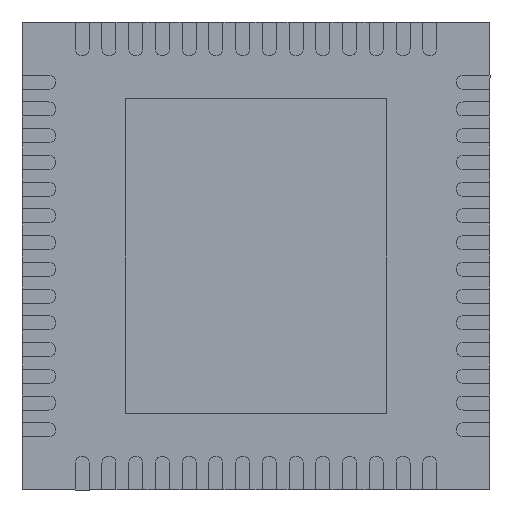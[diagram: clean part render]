
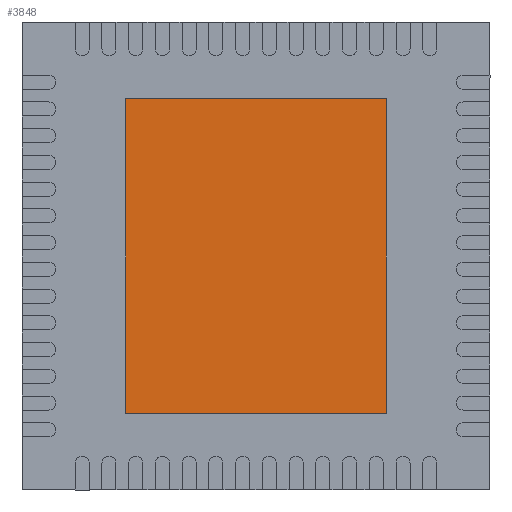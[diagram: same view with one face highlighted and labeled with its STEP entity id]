
A CAD part, front view. The second image highlights one B-rep face of the part: STEP entity #3848.
In plain terms, the highlighted planar face has unit normal (0, -1, 0).
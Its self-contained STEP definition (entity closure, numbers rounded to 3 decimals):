
#1820 = FACE_OUTER_BOUND ( 'NONE', #19635, .T. ) ;
#1930 = DIRECTION ( 'NONE',  ( 0., 0., -1. ) ) ;
#2026 = CARTESIAN_POINT ( 'NONE',  ( -1.95, -0.02, -2.35 ) ) ;
#2174 = DIRECTION ( 'NONE',  ( -1., 0., 0. ) ) ;
#3317 = CARTESIAN_POINT ( 'NONE',  ( 1.95, -0.02, -2.35 ) ) ;
#3350 = CARTESIAN_POINT ( 'NONE',  ( 0., -0.02, 0. ) ) ;
#3700 = AXIS2_PLACEMENT_3D ( 'NONE', #3350, #21384, #8968 ) ;
#3848 = ADVANCED_FACE ( 'NONE', ( #1820 ), #21614, .F. ) ;
#4368 = VECTOR ( 'NONE', #2174, 1000. ) ;
#4865 = DIRECTION ( 'NONE',  ( 1., 0., 0. ) ) ;
#5014 = ORIENTED_EDGE ( 'NONE', *, *, #16246, .T. ) ;
#5093 = VECTOR ( 'NONE', #19259, 1000. ) ;
#5659 = VERTEX_POINT ( 'NONE', #12624 ) ;
#7309 = LINE ( 'NONE', #14462, #15969 ) ;
#8968 = DIRECTION ( 'NONE',  ( 0., 0., 1. ) ) ;
#9163 = CARTESIAN_POINT ( 'NONE',  ( 1.95, -0.02, 2.35 ) ) ;
#11661 = VERTEX_POINT ( 'NONE', #2026 ) ;
#12624 = CARTESIAN_POINT ( 'NONE',  ( 1.95, -0.02, -2.35 ) ) ;
#12675 = ORIENTED_EDGE ( 'NONE', *, *, #18797, .T. ) ;
#12689 = VERTEX_POINT ( 'NONE', #19077 ) ;
#13058 = CARTESIAN_POINT ( 'NONE',  ( -1.95, -0.02, 2.35 ) ) ;
#13180 = LINE ( 'NONE', #13058, #4368 ) ;
#13914 = ORIENTED_EDGE ( 'NONE', *, *, #16010, .T. ) ;
#13932 = ORIENTED_EDGE ( 'NONE', *, *, #14923, .T. ) ;
#14462 = CARTESIAN_POINT ( 'NONE',  ( -1.95, -0.02, -2.35 ) ) ;
#14923 = EDGE_CURVE ( 'NONE', #11661, #5659, #23116, .T. ) ;
#15515 = CARTESIAN_POINT ( 'NONE',  ( -1.95, -0.02, -2.35 ) ) ;
#15969 = VECTOR ( 'NONE', #1930, 1000. ) ;
#16010 = EDGE_CURVE ( 'NONE', #12689, #11661, #7309, .T. ) ;
#16246 = EDGE_CURVE ( 'NONE', #5659, #17508, #17147, .T. ) ;
#17147 = LINE ( 'NONE', #3317, #5093 ) ;
#17508 = VERTEX_POINT ( 'NONE', #9163 ) ;
#17750 = VECTOR ( 'NONE', #4865, 1000. ) ;
#18797 = EDGE_CURVE ( 'NONE', #17508, #12689, #13180, .T. ) ;
#19077 = CARTESIAN_POINT ( 'NONE',  ( -1.95, -0.02, 2.35 ) ) ;
#19259 = DIRECTION ( 'NONE',  ( 0., 0., 1. ) ) ;
#19635 = EDGE_LOOP ( 'NONE', ( #5014, #12675, #13914, #13932 ) ) ;
#21384 = DIRECTION ( 'NONE',  ( 0., 1., 0. ) ) ;
#21614 = PLANE ( 'NONE',  #3700 ) ;
#23116 = LINE ( 'NONE', #15515, #17750 ) ;
